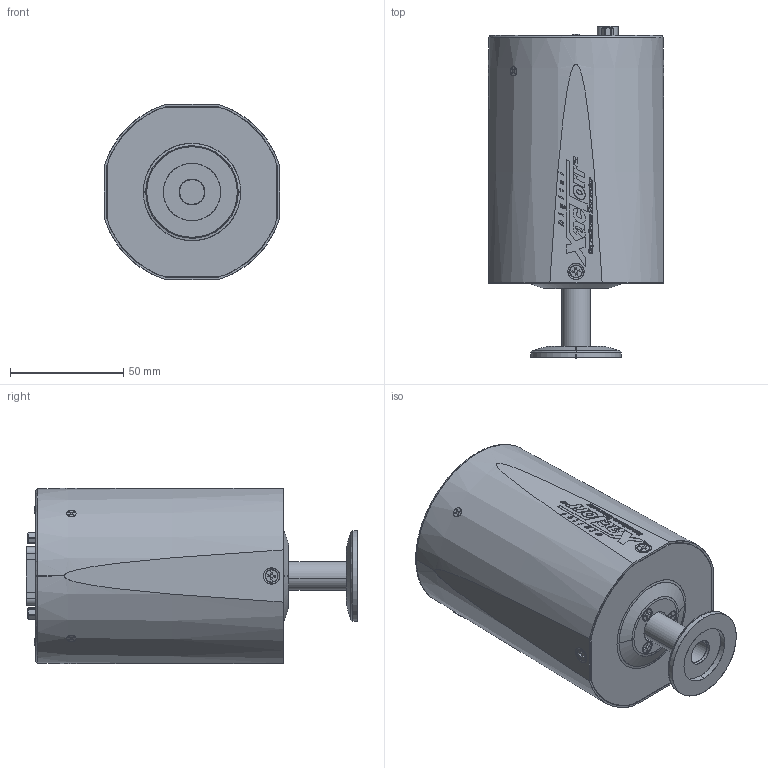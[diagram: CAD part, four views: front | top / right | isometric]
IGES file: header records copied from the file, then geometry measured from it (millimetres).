
Start section: SolidWorks IGES file using analytic representation for surfaces
Global section: file name: CMX-0-XXX-2-3.IGS; native system: SolidWorks 2017; preprocessor: SolidWorks 2017; author: CFehr; date: 170929.103435; units: inch
Bounding box: 77.44 x 146.69 x 77.44 mm (x, y, z)
Surface area: 92897.1 mm2 (no closed solid volume)
Topology: 0 solids, 0 shells, 1081 faces, 22365 edges, 22359 vertices
Faces by surface type: bspline 892, revolution 189
